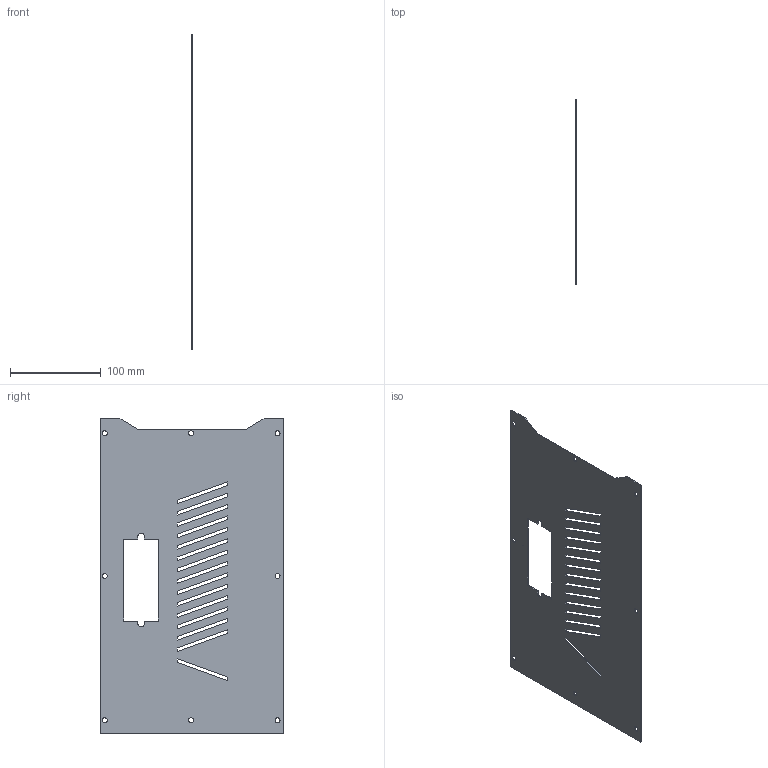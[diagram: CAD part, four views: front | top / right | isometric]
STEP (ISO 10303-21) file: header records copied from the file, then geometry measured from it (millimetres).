
FILE_DESCRIPTION (( 'STEP AP203' ), '1' );
FILE_NAME ('酘耜啣V1.STEP', '2022-09-27T06:03:07', ( '' ), ( '' ), 'SwSTEP 2.0', 'SolidWorks 2016', '' );
FILE_SCHEMA (( 'CONFIG_CONTROL_DESIGN' ));
Length unit declared in the file: millimetre
Products named in the file (1): 酘耜啣V1
Bounding box: 1 x 202 x 346 mm (x, y, z)
Volume: 61300.2 mm3; surface area: 125994.1 mm2
Topology: 1 solids, 1 shells, 116 faces, 336 edges, 224 vertices
Faces by surface type: plane 97, cylinder 19
Entity records: 3951 total; most frequent: CARTESIAN_POINT 677, ORIENTED_EDGE 672, DIRECTION 608, EDGE_CURVE 336, LINE 298, VECTOR 298, VERTEX_POINT 224, EDGE_LOOP 166
